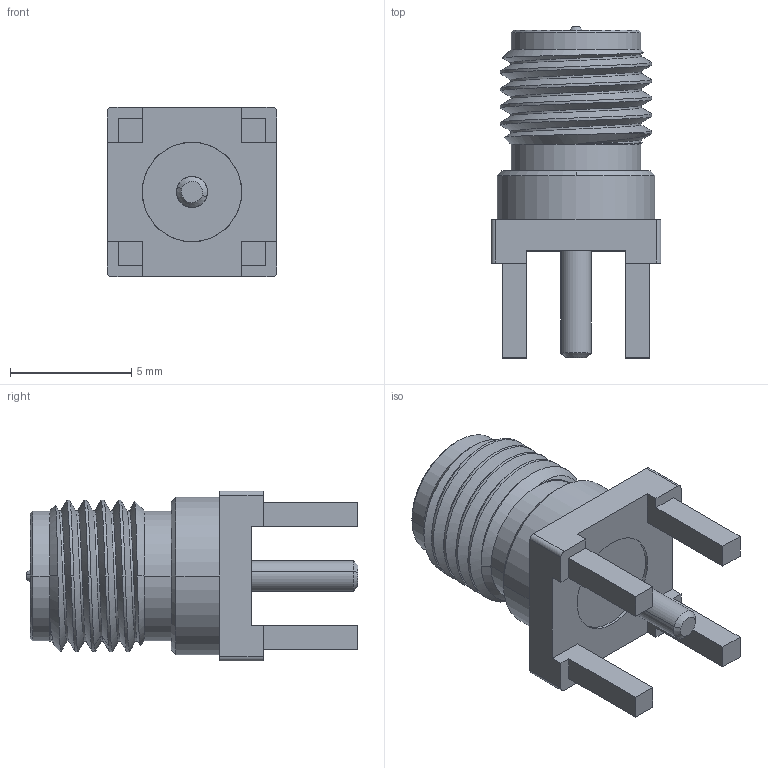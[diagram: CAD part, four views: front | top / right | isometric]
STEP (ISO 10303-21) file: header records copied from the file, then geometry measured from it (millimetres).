
FILE_DESCRIPTION (( 'STEP AP214' ), '1' );
FILE_NAME ('RFPC-SMA29-F.STEP', '2024-08-21T15:50:53', ( '' ), ( '' ), 'SwSTEP 2.0', 'SolidWorks 2021', '' );
FILE_SCHEMA (( 'AUTOMOTIVE_DESIGN' ));
Length unit declared in the file: millimetre
Products named in the file (1): RFPC-SMA29-F
Bounding box: 7 x 13.67 x 7 mm (x, y, z)
Volume: 265.5 mm3; surface area: 682.9 mm2
Topology: 3 solids, 3 shells, 257 faces, 720 edges, 474 vertices
Faces by surface type: plane 119, cylinder 115, cone 17, bspline 6
Entity records: 13989 total; most frequent: CARTESIAN_POINT 4520, ORIENTED_EDGE 1440, DIRECTION 1327, EDGE_CURVE 720, AXIS2_PLACEMENT_3D 476, VERTEX_POINT 474, VECTOR 375, LINE 375
